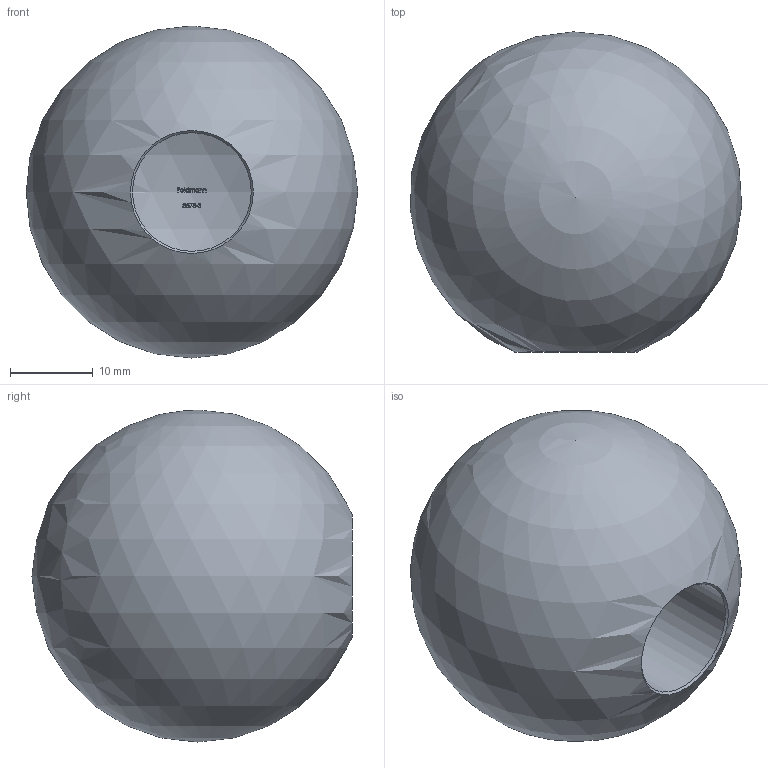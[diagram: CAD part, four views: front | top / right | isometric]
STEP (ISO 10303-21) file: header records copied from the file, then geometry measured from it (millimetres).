
FILE_DESCRIPTION (( 'STEP AP203' ), '1' );
FILE_NAME ('3575-S.step', '2020-02-03T15:35:59', ( '' ), ( '' ), 'SwSTEP 2.0', 'SolidWorks 2015', '' );
FILE_SCHEMA (( 'CONFIG_CONTROL_DESIGN' ));
Length unit declared in the file: millimetre
Products named in the file (2): 3575-S
Bounding box: 39.93 x 38.58 x 40 mm (x, y, z)
Volume: 29671.4 mm3; surface area: 5847.2 mm2
Topology: 1 solids, 15 shells, 209 faces, 530 edges, 353 vertices
Faces by surface type: bspline 93, plane 81, cone 33, cylinder 1, sphere 1
Full cylindrical faces by diameter (mm): 14.3 x1
Entity records: 9914 total; most frequent: CARTESIAN_POINT 5777, ORIENTED_EDGE 1050, EDGE_CURVE 525, DIRECTION 410, VERTEX_POINT 351, B_SPLINE_CURVE_WITH_KNOTS 326, EDGE_LOOP 214, FACE_OUTER_BOUND 196
